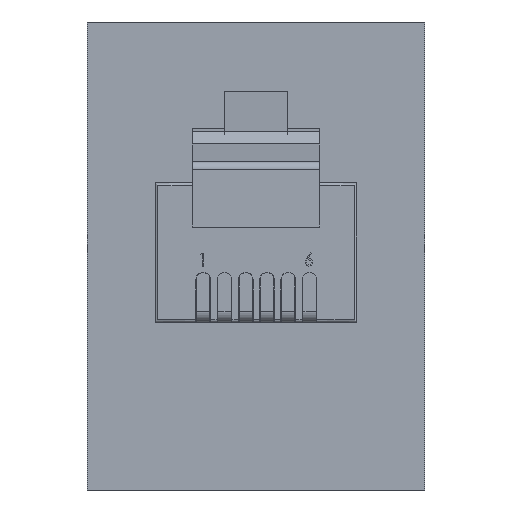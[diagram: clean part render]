
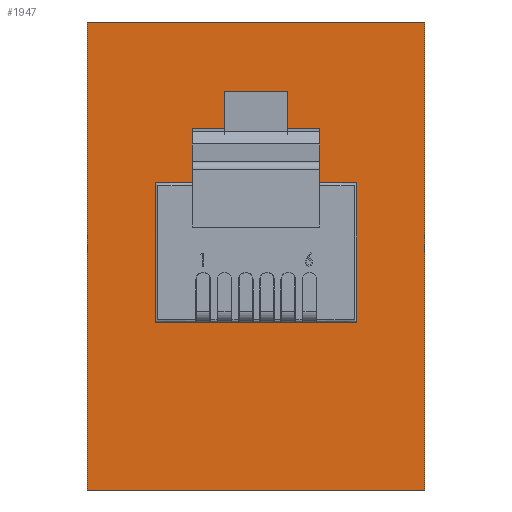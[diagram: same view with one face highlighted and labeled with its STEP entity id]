
A CAD part, front view. The second image highlights one B-rep face of the part: STEP entity #1947.
In plain terms, the highlighted planar face has unit normal (0, -1, 0).
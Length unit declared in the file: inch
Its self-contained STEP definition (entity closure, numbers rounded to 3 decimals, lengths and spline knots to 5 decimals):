
#1875 = EDGE_LOOP ( 'NONE', ( #1927, #1922, #1944, #1966 ) ) ;
#1881 = VERTEX_POINT ( 'NONE', #5951 ) ;
#1884 = EDGE_CURVE ( 'NONE', #1891, #1942, #5971, .T. ) ;
#1891 = VERTEX_POINT ( 'NONE', #6017 ) ;
#1904 = ORIENTED_EDGE ( 'NONE', *, *, #1884, .F. ) ;
#1905 = EDGE_CURVE ( 'NONE', #1924, #1925, #6056, .T. ) ;
#1906 = ORIENTED_EDGE ( 'NONE', *, *, #1928, .F. ) ;
#1907 = EDGE_LOOP ( 'NONE', ( #1926, #1904, #1906, #1952 ) ) ;
#1909 = VERTEX_POINT ( 'NONE', #6048 ) ;
#1922 = ORIENTED_EDGE ( 'NONE', *, *, #1923, .F. ) ;
#1923 = EDGE_CURVE ( 'NONE', #1969, #1924, #5960, .T. ) ;
#1924 = VERTEX_POINT ( 'NONE', #6038 ) ;
#1925 = VERTEX_POINT ( 'NONE', #6039 ) ;
#1926 = ORIENTED_EDGE ( 'NONE', *, *, #1988, .F. ) ;
#1927 = ORIENTED_EDGE ( 'NONE', *, *, #1905, .F. ) ;
#1928 = EDGE_CURVE ( 'NONE', #1881, #1891, #5897, .T. ) ;
#1942 = VERTEX_POINT ( 'NONE', #6202 ) ;
#1944 = ORIENTED_EDGE ( 'NONE', *, *, #1965, .F. ) ;
#1945 = VERTEX_POINT ( 'NONE', #6217 ) ;
#1947 = ADVANCED_FACE ( 'NONE', ( #6179, #6178 ), #6190, .F. ) ;
#1952 = ORIENTED_EDGE ( 'NONE', *, *, #1996, .F. ) ;
#1965 = EDGE_CURVE ( 'NONE', #1945, #1969, #6139, .T. ) ;
#1966 = ORIENTED_EDGE ( 'NONE', *, *, #1967, .F. ) ;
#1967 = EDGE_CURVE ( 'NONE', #1925, #1945, #6199, .T. ) ;
#1969 = VERTEX_POINT ( 'NONE', #6171 ) ;
#1988 = EDGE_CURVE ( 'NONE', #1942, #1909, #6084, .T. ) ;
#1996 = EDGE_CURVE ( 'NONE', #1909, #1881, #6107, .T. ) ;
#5897 = LINE ( 'NONE', #6126, #6120 ) ;
#5951 = CARTESIAN_POINT ( 'NONE',  ( 0.3175, -0.51, 0.44 ) ) ;
#5960 = LINE ( 'NONE', #6042, #6041 ) ;
#5968 = DIRECTION ( 'NONE',  ( -1., 0., 0. ) ) ;
#5969 = VECTOR ( 'NONE', #5968, 39.37008 ) ;
#5970 = CARTESIAN_POINT ( 'NONE',  ( -0.3175, -0.51, -0.44 ) ) ;
#5971 = LINE ( 'NONE', #5970, #5969 ) ;
#6017 = CARTESIAN_POINT ( 'NONE',  ( 0.3175, -0.51, -0.44 ) ) ;
#6038 = CARTESIAN_POINT ( 'NONE',  ( 0.1825, -0.51, -0.125 ) ) ;
#6039 = CARTESIAN_POINT ( 'NONE',  ( 0.1825, -0.51, 0.125 ) ) ;
#6040 = DIRECTION ( 'NONE',  ( 1., 0., 0. ) ) ;
#6041 = VECTOR ( 'NONE', #6040, 39.37008 ) ;
#6042 = CARTESIAN_POINT ( 'NONE',  ( 0.1825, -0.51, -0.125 ) ) ;
#6048 = CARTESIAN_POINT ( 'NONE',  ( -0.3175, -0.51, 0.44 ) ) ;
#6053 = DIRECTION ( 'NONE',  ( 0., 0., 1. ) ) ;
#6054 = VECTOR ( 'NONE', #6053, 39.37008 ) ;
#6055 = CARTESIAN_POINT ( 'NONE',  ( 0.1825, -0.51, -0.125 ) ) ;
#6056 = LINE ( 'NONE', #6055, #6054 ) ;
#6083 = CARTESIAN_POINT ( 'NONE',  ( -0.3175, -0.51, -0.44 ) ) ;
#6084 = LINE ( 'NONE', #6083, #6134 ) ;
#6104 = DIRECTION ( 'NONE',  ( 1., 0., 0. ) ) ;
#6105 = VECTOR ( 'NONE', #6104, 39.37008 ) ;
#6106 = CARTESIAN_POINT ( 'NONE',  ( -0.3175, -0.51, 0.44 ) ) ;
#6107 = LINE ( 'NONE', #6106, #6105 ) ;
#6118 = DIRECTION ( 'NONE',  ( 0., 0., -1. ) ) ;
#6120 = VECTOR ( 'NONE', #6118, 39.37008 ) ;
#6126 = CARTESIAN_POINT ( 'NONE',  ( 0.3175, -0.51, -0.44 ) ) ;
#6133 = DIRECTION ( 'NONE',  ( 0., 0., 1. ) ) ;
#6134 = VECTOR ( 'NONE', #6133, 39.37008 ) ;
#6138 = CARTESIAN_POINT ( 'NONE',  ( -0.1825, -0.51, -0.125 ) ) ;
#6139 = LINE ( 'NONE', #6138, #6201 ) ;
#6164 = DIRECTION ( 'NONE',  ( 0., 0., 1. ) ) ;
#6165 = DIRECTION ( 'NONE',  ( 0., 1., 0. ) ) ;
#6166 = CARTESIAN_POINT ( 'NONE',  ( -0.3175, -0.51, 0.44 ) ) ;
#6171 = CARTESIAN_POINT ( 'NONE',  ( -0.1825, -0.51, -0.125 ) ) ;
#6178 = FACE_BOUND ( 'NONE', #1875, .T. ) ;
#6179 = FACE_OUTER_BOUND ( 'NONE', #1907, .T. ) ;
#6189 = AXIS2_PLACEMENT_3D ( 'NONE', #6166, #6165, #6164 ) ;
#6190 = PLANE ( 'NONE',  #6189 ) ;
#6196 = DIRECTION ( 'NONE',  ( -1., 0., 0. ) ) ;
#6197 = VECTOR ( 'NONE', #6196, 39.37008 ) ;
#6198 = CARTESIAN_POINT ( 'NONE',  ( 0.1825, -0.51, 0.125 ) ) ;
#6199 = LINE ( 'NONE', #6198, #6197 ) ;
#6200 = DIRECTION ( 'NONE',  ( 0., 0., -1. ) ) ;
#6201 = VECTOR ( 'NONE', #6200, 39.37008 ) ;
#6202 = CARTESIAN_POINT ( 'NONE',  ( -0.3175, -0.51, -0.44 ) ) ;
#6217 = CARTESIAN_POINT ( 'NONE',  ( -0.1825, -0.51, 0.125 ) ) ;
